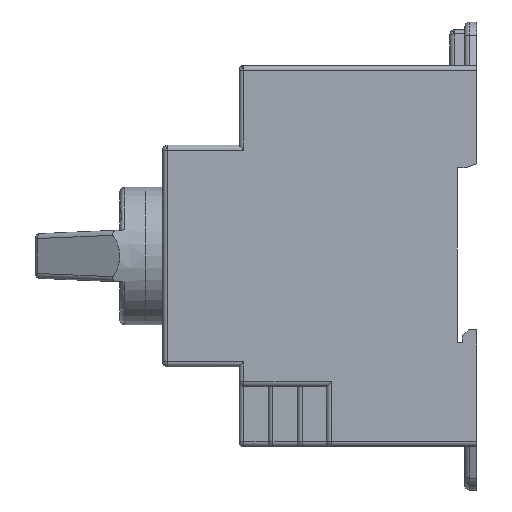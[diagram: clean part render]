
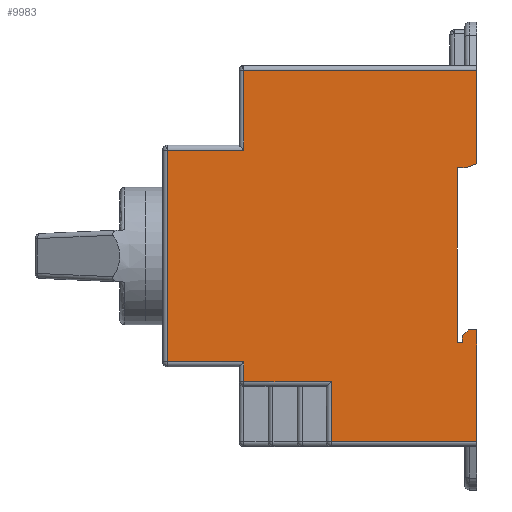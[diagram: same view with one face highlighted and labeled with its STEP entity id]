
A CAD part, left-side view. The second image highlights one B-rep face of the part: STEP entity #9983.
In plain terms, the highlighted planar face has unit normal (-1, 0, 0).
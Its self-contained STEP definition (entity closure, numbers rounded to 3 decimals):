
#2205=DIRECTION('',(0.,0.,1.));
#2206=VECTOR('',#2205,16.2);
#2207=CARTESIAN_POINT('',(-30.,47.3,21.5));
#2208=LINE('',#2207,#2206);
#2224=CARTESIAN_POINT('',(-30.,47.3,21.5));
#2291=DIRECTION('',(0.,-1.,0.));
#2292=VECTOR('',#2291,47.3);
#2293=CARTESIAN_POINT('',(-30.,47.3,37.7));
#2294=LINE('',#2293,#2292);
#2313=DIRECTION('',(0.,0.,-1.));
#2314=VECTOR('',#2313,18.991);
#2315=CARTESIAN_POINT('',(-30.,0.,37.7));
#2316=LINE('',#2315,#2314);
#2597=DIRECTION('',(0.,-1.,0.));
#2598=VECTOR('',#2597,15.5);
#2599=CARTESIAN_POINT('',(-30.,62.8,21.5));
#2600=LINE('',#2599,#2598);
#2611=DIRECTION('',(0.,0.707,-0.707));
#2612=VECTOR('',#2611,1.697);
#2613=CARTESIAN_POINT('',(-30.,1.749,-15.));
#2614=LINE('',#2613,#2612);
#2618=DIRECTION('',(0.,-0.947,0.32));
#2619=VECTOR('',#2618,2.53);
#2620=CARTESIAN_POINT('',(-30.,2.397,17.9));
#2621=LINE('',#2620,#2619);
#2625=DIRECTION('',(0.,1.,0.));
#2626=VECTOR('',#2625,1.6);
#2627=CARTESIAN_POINT('',(-30.,2.397,17.9));
#2628=LINE('',#2627,#2626);
#2653=DIRECTION('',(0.,0.,-1.));
#2654=VECTOR('',#2653,35.4);
#2655=CARTESIAN_POINT('',(-30.,3.997,17.9));
#2656=LINE('',#2655,#2654);
#2681=DIRECTION('',(0.,-1.,0.));
#2682=VECTOR('',#2681,1.048);
#2683=CARTESIAN_POINT('',(-30.,3.997,-17.5));
#2684=LINE('',#2683,#2682);
#2695=DIRECTION('',(0.,0.,1.));
#2696=VECTOR('',#2695,1.3);
#2697=CARTESIAN_POINT('',(-30.,2.949,-17.5));
#2698=LINE('',#2697,#2696);
#2716=DIRECTION('',(0.,-1.,0.));
#2717=VECTOR('',#2716,1.749);
#2718=CARTESIAN_POINT('',(-30.,1.749,-15.));
#2719=LINE('',#2718,#2717);
#2797=DIRECTION('',(0.,0.,-1.));
#2798=VECTOR('',#2797,22.7);
#2799=CARTESIAN_POINT('',(-30.,0.,-15.));
#2800=LINE('',#2799,#2798);
#3230=DIRECTION('',(0.,0.,1.));
#3231=VECTOR('',#3230,12.2);
#3232=CARTESIAN_POINT('',(-30.,29.6,-37.7));
#3233=LINE('',#3232,#3231);
#3256=CARTESIAN_POINT('',(-30.,29.6,-25.5));
#3268=DIRECTION('',(0.,1.,0.));
#3269=VECTOR('',#3268,17.7);
#3270=CARTESIAN_POINT('',(-30.,29.6,-25.5));
#3271=LINE('',#3270,#3269);
#3378=DIRECTION('',(0.,0.,1.));
#3379=VECTOR('',#3378,4.);
#3380=CARTESIAN_POINT('',(-30.,47.3,-25.5));
#3381=LINE('',#3380,#3379);
#3416=DIRECTION('',(0.,1.,0.));
#3417=VECTOR('',#3416,15.5);
#3418=CARTESIAN_POINT('',(-30.,47.3,-21.5));
#3419=LINE('',#3418,#3417);
#3959=DIRECTION('',(0.,0.,1.));
#3960=VECTOR('',#3959,43.);
#3961=CARTESIAN_POINT('',(-30.,62.8,-21.5));
#3962=LINE('',#3961,#3960);
#4809=DIRECTION('',(0.,1.,0.));
#4810=VECTOR('',#4809,29.6);
#4811=CARTESIAN_POINT('',(-30.,0.,-37.7));
#4812=LINE('',#4811,#4810);
#7799=CARTESIAN_POINT('',(-30.,3.997,-17.5));
#7800=CARTESIAN_POINT('',(-30.,2.949,-17.5));
#7801=VERTEX_POINT('',#7799);
#7802=VERTEX_POINT('',#7800);
#7803=CARTESIAN_POINT('',(-30.,0.,37.7));
#7804=CARTESIAN_POINT('',(-30.,0.,18.709));
#7805=VERTEX_POINT('',#7803);
#7806=VERTEX_POINT('',#7804);
#7812=CARTESIAN_POINT('',(-30.,2.949,-16.2));
#7814=VERTEX_POINT('',#7812);
#7930=CARTESIAN_POINT('',(-30.,47.3,-25.5));
#7932=VERTEX_POINT('',#7930);
#8083=CARTESIAN_POINT('',(-30.,47.3,37.7));
#8084=VERTEX_POINT('',#8083);
#8286=CARTESIAN_POINT('',(-30.,2.397,17.9));
#8287=VERTEX_POINT('',#8286);
#8336=CARTESIAN_POINT('',(-30.,0.,-37.7));
#8337=CARTESIAN_POINT('',(-30.,29.6,-37.7));
#8338=VERTEX_POINT('',#8336);
#8339=VERTEX_POINT('',#8337);
#8403=CARTESIAN_POINT('',(-30.,47.3,-21.5));
#8404=VERTEX_POINT('',#8403);
#8413=CARTESIAN_POINT('',(-30.,62.8,21.5));
#8414=VERTEX_POINT('',#8413);
#8415=VERTEX_POINT('',#3256);
#8450=VERTEX_POINT('',#2224);
#8474=CARTESIAN_POINT('',(-30.,62.8,-21.5));
#8475=VERTEX_POINT('',#8474);
#8494=CARTESIAN_POINT('',(-30.,0.,-15.));
#8495=VERTEX_POINT('',#8494);
#8526=CARTESIAN_POINT('',(-30.,1.749,-15.));
#8527=VERTEX_POINT('',#8526);
#8554=CARTESIAN_POINT('',(-30.,3.997,17.9));
#8555=VERTEX_POINT('',#8554);
#9944=CARTESIAN_POINT('',(-30.,48.3,22.5));
#9945=DIRECTION('',(-1.,0.,0.));
#9946=DIRECTION('',(0.,0.,1.));
#9947=AXIS2_PLACEMENT_3D('',#9944,#9945,#9946);
#9948=PLANE('',#9947);
#9950=ORIENTED_EDGE('',*,*,#9949,.T.);
#9952=ORIENTED_EDGE('',*,*,#9951,.T.);
#9954=ORIENTED_EDGE('',*,*,#9953,.T.);
#9956=ORIENTED_EDGE('',*,*,#9955,.T.);
#9958=ORIENTED_EDGE('',*,*,#9957,.F.);
#9960=ORIENTED_EDGE('',*,*,#9959,.T.);
#9962=ORIENTED_EDGE('',*,*,#9961,.T.);
#9964=ORIENTED_EDGE('',*,*,#9963,.T.);
#9966=ORIENTED_EDGE('',*,*,#9965,.T.);
#9968=ORIENTED_EDGE('',*,*,#9967,.T.);
#9970=ORIENTED_EDGE('',*,*,#9969,.T.);
#9972=ORIENTED_EDGE('',*,*,#9971,.T.);
#9974=ORIENTED_EDGE('',*,*,#9973,.T.);
#9975=ORIENTED_EDGE('',*,*,#9927,.T.);
#9976=ORIENTED_EDGE('',*,*,#9611,.T.);
#9977=ORIENTED_EDGE('',*,*,#9675,.T.);
#9978=ORIENTED_EDGE('',*,*,#9699,.T.);
#9980=ORIENTED_EDGE('',*,*,#9979,.F.);
#9981=EDGE_LOOP('',(#9950,#9952,#9954,#9956,#9958,#9960,#9962,#9964,#9966,#9968,
#9970,#9972,#9974,#9975,#9976,#9977,#9978,#9980));
#9982=FACE_OUTER_BOUND('',#9981,.F.);
#9611=EDGE_CURVE('',#8450,#8084,#2208,.T.);
#9675=EDGE_CURVE('',#8084,#7805,#2294,.T.);
#9699=EDGE_CURVE('',#7805,#7806,#2316,.T.);
#9927=EDGE_CURVE('',#8414,#8450,#2600,.T.);
#9949=EDGE_CURVE('',#8287,#8555,#2628,.T.);
#9951=EDGE_CURVE('',#8555,#7801,#2656,.T.);
#9953=EDGE_CURVE('',#7801,#7802,#2684,.T.);
#9955=EDGE_CURVE('',#7802,#7814,#2698,.T.);
#9957=EDGE_CURVE('',#8527,#7814,#2614,.T.);
#9959=EDGE_CURVE('',#8527,#8495,#2719,.T.);
#9961=EDGE_CURVE('',#8495,#8338,#2800,.T.);
#9963=EDGE_CURVE('',#8338,#8339,#4812,.T.);
#9965=EDGE_CURVE('',#8339,#8415,#3233,.T.);
#9967=EDGE_CURVE('',#8415,#7932,#3271,.T.);
#9969=EDGE_CURVE('',#7932,#8404,#3381,.T.);
#9971=EDGE_CURVE('',#8404,#8475,#3419,.T.);
#9973=EDGE_CURVE('',#8475,#8414,#3962,.T.);
#9979=EDGE_CURVE('',#8287,#7806,#2621,.T.);
#9983=ADVANCED_FACE('',(#9982),#9948,.T.);
